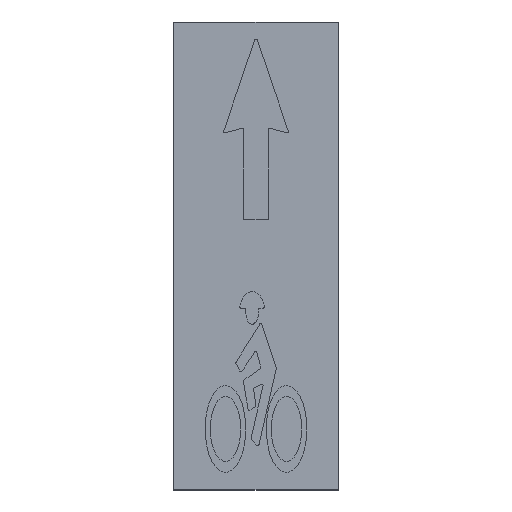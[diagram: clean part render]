
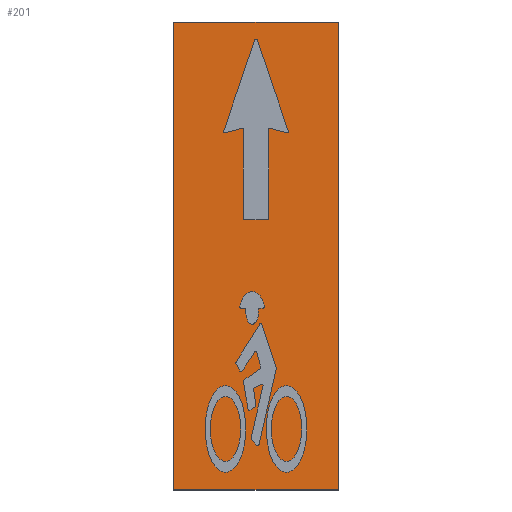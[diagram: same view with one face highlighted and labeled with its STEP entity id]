
A CAD part, top view. The second image highlights one B-rep face of the part: STEP entity #201.
In plain terms, the highlighted planar face has unit normal (0, 0, 1).
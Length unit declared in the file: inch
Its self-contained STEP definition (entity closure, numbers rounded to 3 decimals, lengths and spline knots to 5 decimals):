
#201=ADVANCED_FACE('',(#271),#1133,.T.);
#271=FACE_OUTER_BOUND('',#341,.T.);
#341=EDGE_LOOP('',(#427,#428,#429,#430));
#427=ORIENTED_EDGE('',*,*,#769,.F.);
#428=ORIENTED_EDGE('',*,*,#766,.F.);
#429=ORIENTED_EDGE('',*,*,#763,.F.);
#430=ORIENTED_EDGE('',*,*,#759,.F.);
#759=EDGE_CURVE('',#1013,#1014,#933,.T.);
#763=EDGE_CURVE('',#1014,#1017,#937,.T.);
#766=EDGE_CURVE('',#1017,#1019,#940,.T.);
#769=EDGE_CURVE('',#1019,#1013,#943,.T.);
#933=B_SPLINE_CURVE_WITH_KNOTS('',1,(#1531,#1532),.UNSPECIFIED.,.F.,.F.,
(2,2),(-5.4,-4.05),.UNSPECIFIED.);
#937=B_SPLINE_CURVE_WITH_KNOTS('',1,(#1539,#1540),.UNSPECIFIED.,.F.,.F.,
(2,2),(-4.05,-2.7),.UNSPECIFIED.);
#940=B_SPLINE_CURVE_WITH_KNOTS('',1,(#1545,#1546),.UNSPECIFIED.,.F.,.F.,
(2,2),(-2.7,-1.35),.UNSPECIFIED.);
#943=B_SPLINE_CURVE_WITH_KNOTS('',1,(#1551,#1552),.UNSPECIFIED.,.F.,.F.,
(2,2),(-1.35,0.),.UNSPECIFIED.);
#1013=VERTEX_POINT('',#1523);
#1014=VERTEX_POINT('',#1524);
#1017=VERTEX_POINT('',#1527);
#1019=VERTEX_POINT('',#1529);
#1133=PLANE('',#1263);
#1263=AXIS2_PLACEMENT_3D('',#1521,#1370,$);
#1370=DIRECTION('',(0.,0.,1.));
#1521=CARTESIAN_POINT('',(12.86428,-0.9938,0.));
#1523=CARTESIAN_POINT('',(11.51428,-0.9938,0.));
#1524=CARTESIAN_POINT('',(11.51428,2.83874,0.));
#1527=CARTESIAN_POINT('',(12.86428,2.83874,0.));
#1529=CARTESIAN_POINT('',(12.86428,-0.9938,0.));
#1531=CARTESIAN_POINT('',(11.51428,-0.9938,0.));
#1532=CARTESIAN_POINT('',(11.51428,2.83874,0.));
#1539=CARTESIAN_POINT('',(11.51428,2.83874,0.));
#1540=CARTESIAN_POINT('',(12.86428,2.83874,0.));
#1545=CARTESIAN_POINT('',(12.86428,2.83874,0.));
#1546=CARTESIAN_POINT('',(12.86428,-0.9938,0.));
#1551=CARTESIAN_POINT('',(12.86428,-0.9938,0.));
#1552=CARTESIAN_POINT('',(11.51428,-0.9938,0.));
